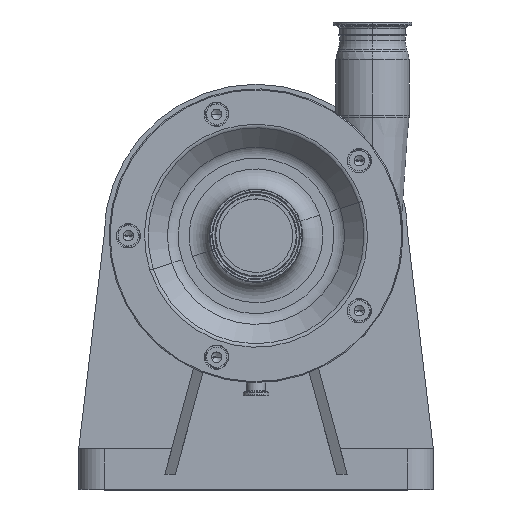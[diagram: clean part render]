
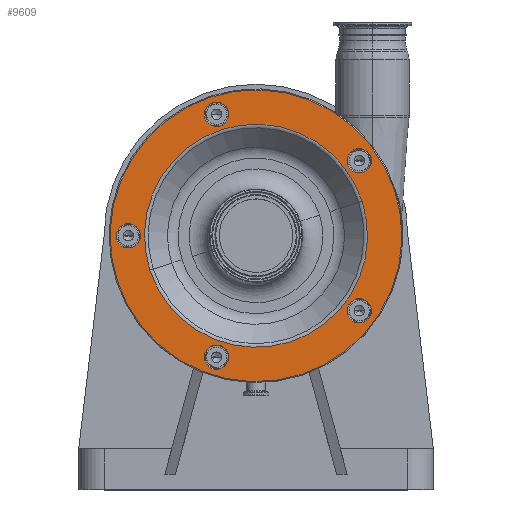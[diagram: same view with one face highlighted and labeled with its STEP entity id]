
A CAD part, top view. The second image highlights one B-rep face of the part: STEP entity #9609.
In plain terms, the highlighted planar face has unit normal (0, 0, 1).
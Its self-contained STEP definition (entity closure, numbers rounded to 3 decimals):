
#558 = ORIENTED_EDGE ( 'NONE', *, *, #17963, .T. ) ;
#569 = CARTESIAN_POINT ( 'NONE',  ( 101.936, 74.061, 294.5 ) ) ;
#755 = FACE_BOUND ( 'NONE', #6174, .T. ) ;
#844 = CARTESIAN_POINT ( 'NONE',  ( -50.349, -123.541, 294.5 ) ) ;
#858 = DIRECTION ( 'NONE',  ( 0.951, 0.309, 0. ) ) ;
#1080 = FACE_OUTER_BOUND ( 'NONE', #13338, .T. ) ;
#1277 = CARTESIAN_POINT ( 'NONE',  ( 0., 0., 294.5 ) ) ;
#1455 = DIRECTION ( 'NONE',  ( 0., 0., 1. ) ) ;
#1674 = VERTEX_POINT ( 'NONE', #10385 ) ;
#1801 = CIRCLE ( 'NONE', #15188, 12. ) ;
#2155 = VERTEX_POINT ( 'NONE', #17108 ) ;
#2682 = AXIS2_PLACEMENT_3D ( 'NONE', #11230, #14456, #9604 ) ;
#2908 = ORIENTED_EDGE ( 'NONE', *, *, #13023, .F. ) ;
#3138 = VERTEX_POINT ( 'NONE', #3684 ) ;
#3210 = AXIS2_PLACEMENT_3D ( 'NONE', #10855, #18997, #12256 ) ;
#3564 = EDGE_LOOP ( 'NONE', ( #5340, #11064 ) ) ;
#3684 = CARTESIAN_POINT ( 'NONE',  ( -27.523, -116.125, 294.5 ) ) ;
#3944 = AXIS2_PLACEMENT_3D ( 'NONE', #20893, #14359, #9511 ) ;
#3945 = EDGE_CURVE ( 'NONE', #18371, #20678, #10948, .T. ) ;
#3991 = ORIENTED_EDGE ( 'NONE', *, *, #18798, .T. ) ;
#4078 = EDGE_CURVE ( 'NONE', #3138, #5070, #1801, .T. ) ;
#4112 = VERTEX_POINT ( 'NONE', #18636 ) ;
#4193 = CARTESIAN_POINT ( 'NONE',  ( -137.413, -3.708, 294.5 ) ) ;
#4398 = VERTEX_POINT ( 'NONE', #20777 ) ;
#4493 = DIRECTION ( 'NONE',  ( 0., 0., 1. ) ) ;
#4802 = ORIENTED_EDGE ( 'NONE', *, *, #14896, .F. ) ;
#4807 = ORIENTED_EDGE ( 'NONE', *, *, #15387, .F. ) ;
#4871 = ORIENTED_EDGE ( 'NONE', *, *, #15255, .F. ) ;
#5070 = VERTEX_POINT ( 'NONE', #844 ) ;
#5340 = ORIENTED_EDGE ( 'NONE', *, *, #16006, .F. ) ;
#6026 = DIRECTION ( 'NONE',  ( 0.951, 0.309, 0. ) ) ;
#6088 = CARTESIAN_POINT ( 'NONE',  ( -38.936, 119.833, 294.5 ) ) ;
#6174 = EDGE_LOOP ( 'NONE', ( #9423, #2908 ) ) ;
#6201 = CIRCLE ( 'NONE', #7559, 144. ) ;
#6388 = DIRECTION ( 'NONE',  ( 0.951, 0.309, 0. ) ) ;
#7559 = AXIS2_PLACEMENT_3D ( 'NONE', #10421, #20278, #17390 ) ;
#7599 = DIRECTION ( 'NONE',  ( 0.951, 0.309, 0. ) ) ;
#7637 = PLANE ( 'NONE',  #19513 ) ;
#7916 = VERTEX_POINT ( 'NONE', #14993 ) ;
#8073 = EDGE_CURVE ( 'NONE', #7916, #15711, #17495, .T. ) ;
#8212 = AXIS2_PLACEMENT_3D ( 'NONE', #10976, #17324, #6026 ) ;
#8420 = ORIENTED_EDGE ( 'NONE', *, *, #4078, .F. ) ;
#9064 = CIRCLE ( 'NONE', #21077, 110.071 ) ;
#9250 = FACE_BOUND ( 'NONE', #14657, .T. ) ;
#9423 = ORIENTED_EDGE ( 'NONE', *, *, #18741, .F. ) ;
#9511 = DIRECTION ( 'NONE',  ( 0.951, 0.309, 0. ) ) ;
#9604 = DIRECTION ( 'NONE',  ( 0.951, 0.309, 0. ) ) ;
#9609 = ADVANCED_FACE ( 'NONE', ( #9250, #755, #15605, #15818, #14222, #1080, #13993 ), #7637, .F. ) ;
#10242 = AXIS2_PLACEMENT_3D ( 'NONE', #569, #15316, #16815 ) ;
#10385 = CARTESIAN_POINT ( 'NONE',  ( 113.349, -70.353, 294.5 ) ) ;
#10391 = DIRECTION ( 'NONE',  ( 0.951, 0.309, 0. ) ) ;
#10421 = CARTESIAN_POINT ( 'NONE',  ( 0., 0., 294.5 ) ) ;
#10522 = DIRECTION ( 'NONE',  ( 0.951, 0.309, 0. ) ) ;
#10855 = CARTESIAN_POINT ( 'NONE',  ( -38.936, -119.833, 294.5 ) ) ;
#10948 = CIRCLE ( 'NONE', #19157, 12. ) ;
#10976 = CARTESIAN_POINT ( 'NONE',  ( 0., 0., 294.5 ) ) ;
#10995 = EDGE_LOOP ( 'NONE', ( #13331, #20375 ) ) ;
#11064 = ORIENTED_EDGE ( 'NONE', *, *, #3945, .F. ) ;
#11157 = EDGE_LOOP ( 'NONE', ( #8420, #4802 ) ) ;
#11230 = CARTESIAN_POINT ( 'NONE',  ( 101.936, 74.061, 294.5 ) ) ;
#11259 = DIRECTION ( 'NONE',  ( 0., 0., 1. ) ) ;
#11326 = VERTEX_POINT ( 'NONE', #12656 ) ;
#12001 = CARTESIAN_POINT ( 'NONE',  ( -114.587, 3.708, 294.5 ) ) ;
#12049 = AXIS2_PLACEMENT_3D ( 'NONE', #13326, #12150, #10522 ) ;
#12150 = DIRECTION ( 'NONE',  ( 0., 0., 1. ) ) ;
#12256 = DIRECTION ( 'NONE',  ( 0.951, 0.309, 0. ) ) ;
#12280 = CARTESIAN_POINT ( 'NONE',  ( -44.498, 136.952, 294.5 ) ) ;
#12488 = CIRCLE ( 'NONE', #3210, 12. ) ;
#12656 = CARTESIAN_POINT ( 'NONE',  ( -136.952, -44.498, 294.5 ) ) ;
#12657 = CIRCLE ( 'NONE', #2682, 12. ) ;
#12706 = CIRCLE ( 'NONE', #14423, 144. ) ;
#13023 = EDGE_CURVE ( 'NONE', #15193, #1674, #18006, .T. ) ;
#13046 = EDGE_CURVE ( 'NONE', #15711, #7916, #9064, .T. ) ;
#13308 = EDGE_CURVE ( 'NONE', #15216, #4112, #13556, .T. ) ;
#13326 = CARTESIAN_POINT ( 'NONE',  ( 101.936, -74.061, 294.5 ) ) ;
#13331 = ORIENTED_EDGE ( 'NONE', *, *, #13046, .F. ) ;
#13338 = EDGE_LOOP ( 'NONE', ( #3991, #558 ) ) ;
#13556 = CIRCLE ( 'NONE', #3944, 12. ) ;
#13571 = DIRECTION ( 'NONE',  ( 0.951, 0.309, 0. ) ) ;
#13637 = ORIENTED_EDGE ( 'NONE', *, *, #18985, .F. ) ;
#13705 = AXIS2_PLACEMENT_3D ( 'NONE', #14592, #11259, #20910 ) ;
#13993 = FACE_BOUND ( 'NONE', #3564, .T. ) ;
#13999 = CARTESIAN_POINT ( 'NONE',  ( 104.684, 34.014, 294.5 ) ) ;
#14222 = FACE_BOUND ( 'NONE', #10995, .T. ) ;
#14359 = DIRECTION ( 'NONE',  ( 0., 0., 1. ) ) ;
#14413 = CIRCLE ( 'NONE', #13705, 12. ) ;
#14423 = AXIS2_PLACEMENT_3D ( 'NONE', #21231, #17256, #10391 ) ;
#14456 = DIRECTION ( 'NONE',  ( 0., 0., 1. ) ) ;
#14485 = EDGE_LOOP ( 'NONE', ( #17781, #13637 ) ) ;
#14592 = CARTESIAN_POINT ( 'NONE',  ( -126., 0., 294.5 ) ) ;
#14657 = EDGE_LOOP ( 'NONE', ( #4807, #4871 ) ) ;
#14896 = EDGE_CURVE ( 'NONE', #5070, #3138, #12488, .T. ) ;
#14993 = CARTESIAN_POINT ( 'NONE',  ( -104.684, -34.014, 294.5 ) ) ;
#15188 = AXIS2_PLACEMENT_3D ( 'NONE', #18109, #15212, #16813 ) ;
#15193 = VERTEX_POINT ( 'NONE', #16711 ) ;
#15212 = DIRECTION ( 'NONE',  ( 0., 0., 1. ) ) ;
#15216 = VERTEX_POINT ( 'NONE', #19710 ) ;
#15255 = EDGE_CURVE ( 'NONE', #21188, #4398, #17454, .T. ) ;
#15316 = DIRECTION ( 'NONE',  ( 0., 0., 1. ) ) ;
#15387 = EDGE_CURVE ( 'NONE', #4398, #21188, #12657, .T. ) ;
#15605 = FACE_BOUND ( 'NONE', #11157, .T. ) ;
#15711 = VERTEX_POINT ( 'NONE', #13999 ) ;
#15813 = CIRCLE ( 'NONE', #20958, 12. ) ;
#15818 = FACE_BOUND ( 'NONE', #14485, .T. ) ;
#16006 = EDGE_CURVE ( 'NONE', #20678, #18371, #14413, .T. ) ;
#16679 = CARTESIAN_POINT ( 'NONE',  ( 101.936, -74.061, 294.5 ) ) ;
#16711 = CARTESIAN_POINT ( 'NONE',  ( 90.523, -77.769, 294.5 ) ) ;
#16813 = DIRECTION ( 'NONE',  ( 0.951, 0.309, 0. ) ) ;
#16815 = DIRECTION ( 'NONE',  ( 0.951, 0.309, 0. ) ) ;
#17108 = CARTESIAN_POINT ( 'NONE',  ( 136.952, 44.498, 294.5 ) ) ;
#17256 = DIRECTION ( 'NONE',  ( 0., 0., 1. ) ) ;
#17324 = DIRECTION ( 'NONE',  ( 0., 0., 1. ) ) ;
#17390 = DIRECTION ( 'NONE',  ( 0.951, 0.309, 0. ) ) ;
#17454 = CIRCLE ( 'NONE', #10242, 12. ) ;
#17495 = CIRCLE ( 'NONE', #8212, 110.071 ) ;
#17595 = CARTESIAN_POINT ( 'NONE',  ( -126., 0., 294.5 ) ) ;
#17781 = ORIENTED_EDGE ( 'NONE', *, *, #13308, .F. ) ;
#17873 = CIRCLE ( 'NONE', #12049, 12. ) ;
#17930 = CARTESIAN_POINT ( 'NONE',  ( 90.523, 70.353, 294.5 ) ) ;
#17963 = EDGE_CURVE ( 'NONE', #11326, #2155, #12706, .T. ) ;
#18006 = CIRCLE ( 'NONE', #18326, 12. ) ;
#18109 = CARTESIAN_POINT ( 'NONE',  ( -38.936, -119.833, 294.5 ) ) ;
#18326 = AXIS2_PLACEMENT_3D ( 'NONE', #16679, #18703, #13571 ) ;
#18371 = VERTEX_POINT ( 'NONE', #4193 ) ;
#18636 = CARTESIAN_POINT ( 'NONE',  ( -50.349, 116.125, 294.5 ) ) ;
#18703 = DIRECTION ( 'NONE',  ( 0., 0., 1. ) ) ;
#18741 = EDGE_CURVE ( 'NONE', #1674, #15193, #17873, .T. ) ;
#18796 = DIRECTION ( 'NONE',  ( 0., 0., 1. ) ) ;
#18798 = EDGE_CURVE ( 'NONE', #2155, #11326, #6201, .T. ) ;
#18801 = DIRECTION ( 'NONE',  ( -0.951, -0.309, 0. ) ) ;
#18985 = EDGE_CURVE ( 'NONE', #4112, #15216, #15813, .T. ) ;
#18997 = DIRECTION ( 'NONE',  ( 0., 0., 1. ) ) ;
#19157 = AXIS2_PLACEMENT_3D ( 'NONE', #17595, #1455, #6388 ) ;
#19513 = AXIS2_PLACEMENT_3D ( 'NONE', #12280, #20747, #18801 ) ;
#19710 = CARTESIAN_POINT ( 'NONE',  ( -27.523, 123.541, 294.5 ) ) ;
#20278 = DIRECTION ( 'NONE',  ( 0., 0., 1. ) ) ;
#20375 = ORIENTED_EDGE ( 'NONE', *, *, #8073, .F. ) ;
#20678 = VERTEX_POINT ( 'NONE', #12001 ) ;
#20747 = DIRECTION ( 'NONE',  ( 0., 0., -1. ) ) ;
#20777 = CARTESIAN_POINT ( 'NONE',  ( 113.349, 77.769, 294.5 ) ) ;
#20893 = CARTESIAN_POINT ( 'NONE',  ( -38.936, 119.833, 294.5 ) ) ;
#20910 = DIRECTION ( 'NONE',  ( 0.951, 0.309, 0. ) ) ;
#20958 = AXIS2_PLACEMENT_3D ( 'NONE', #6088, #4493, #7599 ) ;
#21077 = AXIS2_PLACEMENT_3D ( 'NONE', #1277, #18796, #858 ) ;
#21188 = VERTEX_POINT ( 'NONE', #17930 ) ;
#21231 = CARTESIAN_POINT ( 'NONE',  ( 0., 0., 294.5 ) ) ;
